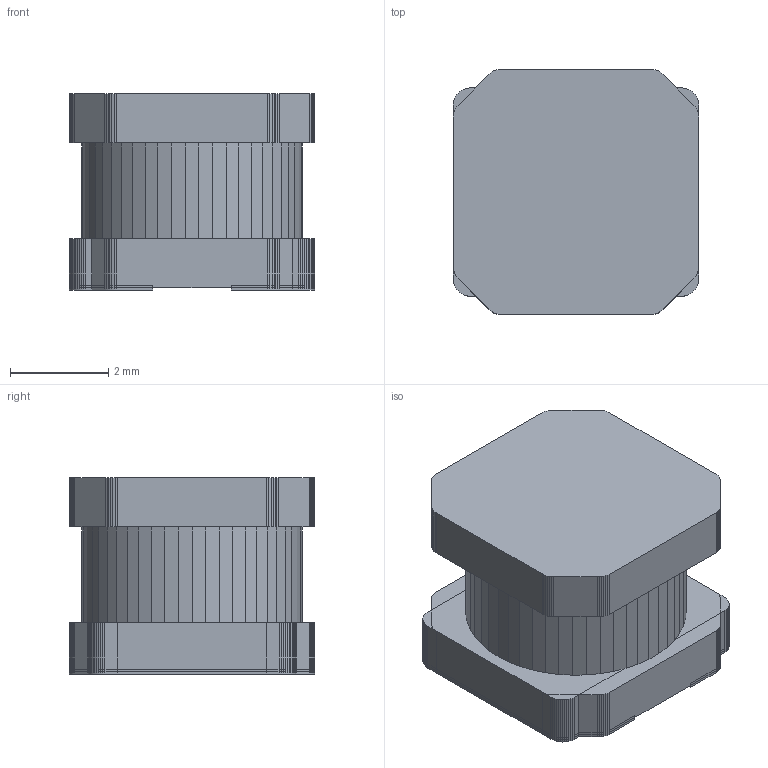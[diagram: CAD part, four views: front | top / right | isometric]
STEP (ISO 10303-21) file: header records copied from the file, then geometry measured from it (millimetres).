
FILE_DESCRIPTION(('FreeCAD Model'),'2;1');
FILE_NAME('Open CASCADE Shape Model','2022-04-21T20:46:05',( 'kicad StepUp'),('ksu MCAD'),'Open CASCADE STEP processor 7.5', 'FreeCAD','Unknown');
FILE_SCHEMA(('AUTOMOTIVE_DESIGN { 1 0 10303 214 1 1 1 1 }'));
Length unit declared in the file: millimetre
Products named in the file (1): L_CENKER_CKCS5040_5.0x5.0x4.0mm
Bounding box: 5 x 5 x 4 mm (x, y, z)
Volume: 79.2 mm3; surface area: 128.5 mm2
Topology: 1 solids, 1 shells, 399 faces, 1032 edges, 636 vertices
Faces by surface type: plane 399
Entity records: 14516 total; most frequent: CARTESIAN_POINT 2068, ORIENTED_EDGE 2064, DIRECTION 1832, EDGE_CURVE 1032, LINE 1032, VECTOR 1032, VERTEX_POINT 636, AXIS2_PLACEMENT_3D 400
